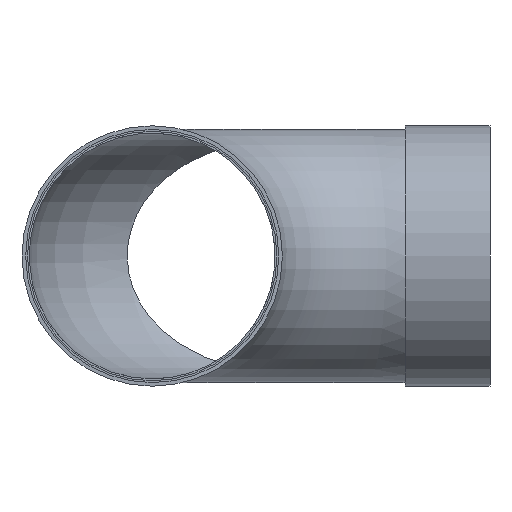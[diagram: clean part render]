
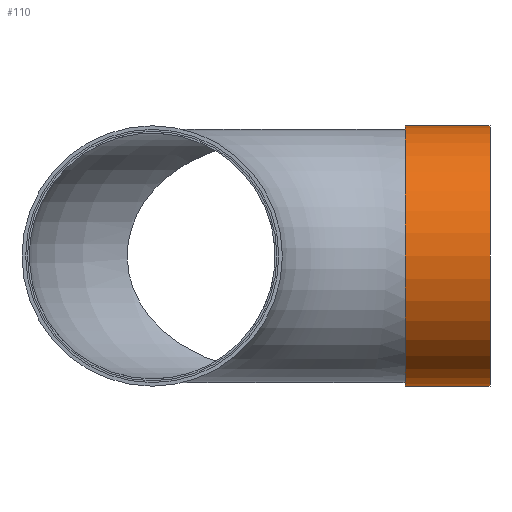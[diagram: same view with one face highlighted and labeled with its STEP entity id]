
A CAD part, left-side view. The second image highlights one B-rep face of the part: STEP entity #110.
In plain terms, the highlighted cylindrical face has radius 64.3 mm (diameter 128.6 mm), a full revolution.
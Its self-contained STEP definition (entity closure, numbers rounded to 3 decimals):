
#110 = ADVANCED_FACE( '', ( #227, #228 ), #229, .T. );
#227 = FACE_OUTER_BOUND( '', #333, .T. );
#228 = FACE_OUTER_BOUND( '', #334, .T. );
#229 = CYLINDRICAL_SURFACE( '', #335, 64.3 );
#333 = EDGE_LOOP( '', ( #476 ) );
#334 = EDGE_LOOP( '', ( #477 ) );
#335 = AXIS2_PLACEMENT_3D( '', #478, #479, #480 );
#476 = ORIENTED_EDGE( '', *, *, #543, .T. );
#477 = ORIENTED_EDGE( '', *, *, #515, .F. );
#478 = CARTESIAN_POINT( '', ( 0., 0., 0. ) );
#479 = DIRECTION( '', ( 0., 1., 0. ) );
#480 = DIRECTION( '', ( 0., 0., -1. ) );
#515 = EDGE_CURVE( '', #579, #579, #580, .T. );
#543 = EDGE_CURVE( '', #617, #617, #618, .T. );
#579 = VERTEX_POINT( '', #881 );
#580 = CIRCLE( '', #882, 64.3 );
#617 = VERTEX_POINT( '', #1411 );
#618 = CIRCLE( '', #1412, 64.3 );
#881 = CARTESIAN_POINT( '', ( 0., 0., -64.3 ) );
#882 = AXIS2_PLACEMENT_3D( '', #1448, #1449, #1450 );
#1411 = CARTESIAN_POINT( '', ( 0., 41.8, -64.3 ) );
#1412 = AXIS2_PLACEMENT_3D( '', #1475, #1476, #1477 );
#1448 = CARTESIAN_POINT( '', ( 0., 0., 0. ) );
#1449 = DIRECTION( '', ( 0., -1., 0. ) );
#1450 = DIRECTION( '', ( 0., 0., -1. ) );
#1475 = CARTESIAN_POINT( '', ( 0., 41.8, 0. ) );
#1476 = DIRECTION( '', ( 0., -1., 0. ) );
#1477 = DIRECTION( '', ( 0., 0., -1. ) );
